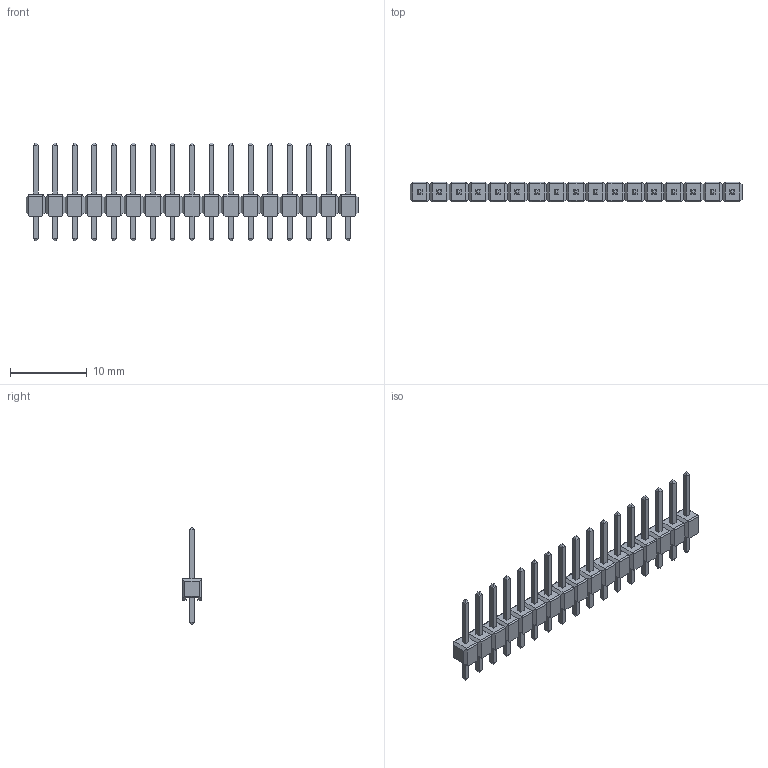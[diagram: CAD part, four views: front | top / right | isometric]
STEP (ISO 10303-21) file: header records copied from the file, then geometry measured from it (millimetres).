
FILE_DESCRIPTION(/* description */ (''),/* implementation_level */ '2;1');
FILE_NAME(/* name */ 'PI0DF1~1',/* time_stamp */ '2018-02-28T12:32:10+03:00',/* author */ (''),/* organization */ (''),/* preprocessor_version */ 'ST-DEVELOPER v15',/* originating_system */ '',/* authorisation */ '');
FILE_SCHEMA (('AUTOMOTIVE_DESIGN'));
Length unit declared in the file: millimetre
Products named in the file (1): Document
Bounding box: 43.18 x 2.54 x 12.7 mm (x, y, z)
Volume: 98.2 mm3; surface area: 1145.5 mm2
Topology: 18 solids, 34 shells, 616 faces, 1612 edges, 1038 vertices
Faces by surface type: plane 582, bspline 34
Entity records: 17878 total; most frequent: CARTESIAN_POINT 6500, ORIENTED_EDGE 3076, EDGE_CURVE 1598, B_SPLINE_CURVE_WITH_KNOTS 1544, VERTEX_POINT 1020, EDGE_LOOP 650, ADVANCED_FACE 616, FACE_OUTER_BOUND 616
